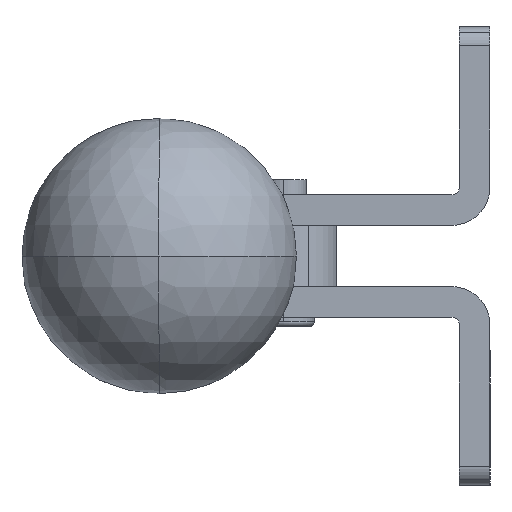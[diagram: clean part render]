
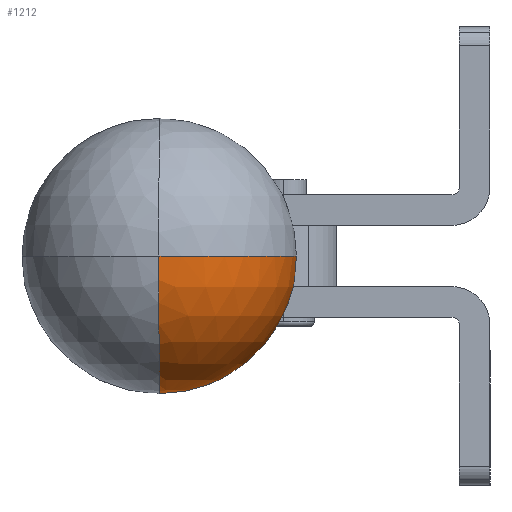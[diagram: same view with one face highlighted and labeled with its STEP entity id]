
A CAD part, left-side view. The second image highlights one B-rep face of the part: STEP entity #1212.
In plain terms, the highlighted spherical face has radius 18 mm.
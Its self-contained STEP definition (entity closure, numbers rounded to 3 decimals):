
#1160=CARTESIAN_POINT('',(-191.527,43.296,-8.));
#1161=VERTEX_POINT('',#1160);
#1180=CARTESIAN_POINT('',(-173.527,43.259,-8.));
#1181=DIRECTION('',(0.0,0.0,-1.0));
#1182=DIRECTION('',(-1.,0.002,0.));
#1183=AXIS2_PLACEMENT_3D('',#1180,#1181,#1182);
#1184=SPHERICAL_SURFACE('',#1183,18.);
#1185=CARTESIAN_POINT('',(-173.527,43.259,-26.));
#1186=VERTEX_POINT('',#1185);
#1187=CARTESIAN_POINT('',(-173.527,43.259,-8.));
#1188=DIRECTION('',(-0.002,-1.,0.0));
#1189=DIRECTION('',(0.0,0.0,1.0));
#1190=AXIS2_PLACEMENT_3D('',#1187,#1188,#1189);
#1191=CIRCLE('',#1190,18.);
#1192=EDGE_CURVE('',#1161,#1186,#1191,.T.);
#1193=ORIENTED_EDGE('',*,*,#1192,.T.);
#1194=CARTESIAN_POINT('',(-171.98,25.325,-8.));
#1195=VERTEX_POINT('',#1194);
#1196=CARTESIAN_POINT('',(-173.527,43.259,-8.));
#1197=DIRECTION('',(0.996,0.086,0.));
#1198=DIRECTION('',(0.086,-0.996,0.));
#1199=AXIS2_PLACEMENT_3D('',#1196,#1197,#1198);
#1200=CIRCLE('',#1199,18.);
#1201=EDGE_CURVE('',#1195,#1186,#1200,.T.);
#1202=ORIENTED_EDGE('',*,*,#1201,.F.);
#1203=CARTESIAN_POINT('',(-173.527,43.259,-8.));
#1204=DIRECTION('',(0.,0.,1.));
#1205=DIRECTION('',(0.002,1.,0.));
#1206=AXIS2_PLACEMENT_3D('',#1203,#1204,#1205);
#1207=CIRCLE('',#1206,18.);
#1208=EDGE_CURVE('',#1161,#1195,#1207,.T.);
#1209=ORIENTED_EDGE('',*,*,#1208,.F.);
#1210=EDGE_LOOP('',(#1193,#1202,#1209));
#1211=FACE_OUTER_BOUND('',#1210,.T.);
#1212=ADVANCED_FACE('',(#1211),#1184,.T.);
